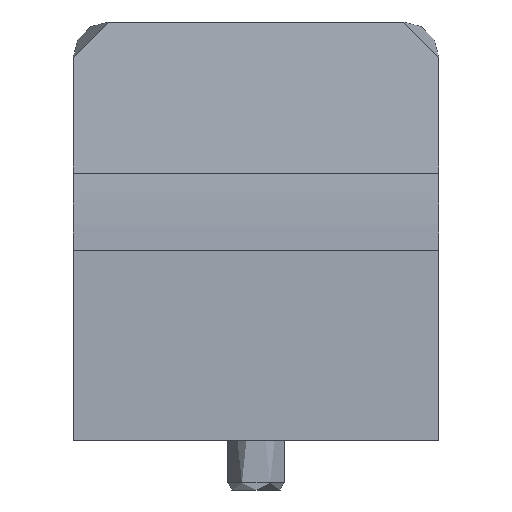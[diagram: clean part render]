
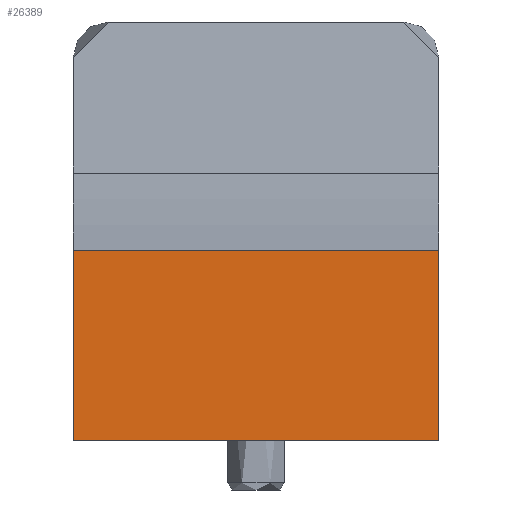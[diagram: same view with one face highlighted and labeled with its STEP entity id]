
A CAD part, left-side view. The second image highlights one B-rep face of the part: STEP entity #26389.
In plain terms, the highlighted planar face has unit normal (-1, 0, 0).
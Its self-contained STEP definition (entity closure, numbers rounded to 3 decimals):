
#352 = DIRECTION ( 'NONE',  ( 1., 0., 0. ) ) ;
#2187 = VECTOR ( 'NONE', #30408, 1000. ) ;
#2625 = CARTESIAN_POINT ( 'NONE',  ( -9., 26., 0. ) ) ;
#3398 = FACE_OUTER_BOUND ( 'NONE', #21203, .T. ) ;
#3954 = EDGE_CURVE ( 'NONE', #25407, #26695, #22748, .T. ) ;
#5038 = DIRECTION ( 'NONE',  ( 0., 1., 0. ) ) ;
#5419 = DIRECTION ( 'NONE',  ( 0., 0., -1. ) ) ;
#5639 = PLANE ( 'NONE',  #10452 ) ;
#6071 = CARTESIAN_POINT ( 'NONE',  ( -9., 26., 19.461 ) ) ;
#6532 = ORIENTED_EDGE ( 'NONE', *, *, #22078, .T. ) ;
#9392 = VECTOR ( 'NONE', #21736, 1000. ) ;
#9476 = LINE ( 'NONE', #15184, #10249 ) ;
#10249 = VECTOR ( 'NONE', #27824, 1000. ) ;
#10452 = AXIS2_PLACEMENT_3D ( 'NONE', #28113, #352, #5419 ) ;
#12778 = CARTESIAN_POINT ( 'NONE',  ( -9., 26., -7.585 ) ) ;
#13403 = EDGE_CURVE ( 'NONE', #32170, #31605, #14065, .T. ) ;
#14065 = LINE ( 'NONE', #2625, #2187 ) ;
#14614 = CARTESIAN_POINT ( 'NONE',  ( -9., -26., 0. ) ) ;
#15184 = CARTESIAN_POINT ( 'NONE',  ( -9., 26., 19.461 ) ) ;
#18050 = CARTESIAN_POINT ( 'NONE',  ( -9., 26., -7.585 ) ) ;
#18101 = EDGE_CURVE ( 'NONE', #25407, #32170, #19774, .T. ) ;
#18456 = ORIENTED_EDGE ( 'NONE', *, *, #3954, .T. ) ;
#18517 = ORIENTED_EDGE ( 'NONE', *, *, #18101, .F. ) ;
#19152 = CARTESIAN_POINT ( 'NONE',  ( -9., -26., -7.585 ) ) ;
#19270 = VECTOR ( 'NONE', #5038, 1000. ) ;
#19774 = LINE ( 'NONE', #12778, #19270 ) ;
#21058 = ORIENTED_EDGE ( 'NONE', *, *, #13403, .F. ) ;
#21203 = EDGE_LOOP ( 'NONE', ( #18517, #18456, #6532, #21058 ) ) ;
#21736 = DIRECTION ( 'NONE',  ( 0., 0., 1. ) ) ;
#22078 = EDGE_CURVE ( 'NONE', #26695, #31605, #9476, .T. ) ;
#22748 = LINE ( 'NONE', #14614, #9392 ) ;
#25407 = VERTEX_POINT ( 'NONE', #19152 ) ;
#26389 = ADVANCED_FACE ( 'NONE', ( #3398 ), #5639, .F. ) ;
#26695 = VERTEX_POINT ( 'NONE', #30764 ) ;
#27824 = DIRECTION ( 'NONE',  ( 0., 1., 0. ) ) ;
#28113 = CARTESIAN_POINT ( 'NONE',  ( -9., 26., 0. ) ) ;
#30408 = DIRECTION ( 'NONE',  ( 0., 0., 1. ) ) ;
#30764 = CARTESIAN_POINT ( 'NONE',  ( -9., -26., 19.461 ) ) ;
#31605 = VERTEX_POINT ( 'NONE', #6071 ) ;
#32170 = VERTEX_POINT ( 'NONE', #18050 ) ;
